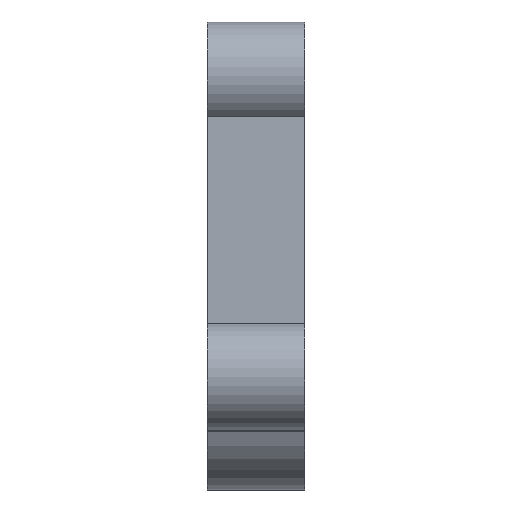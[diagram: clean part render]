
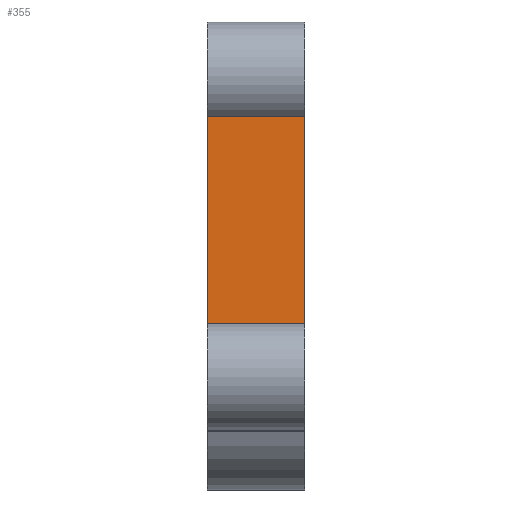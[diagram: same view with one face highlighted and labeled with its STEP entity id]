
A CAD part, top view. The second image highlights one B-rep face of the part: STEP entity #355.
In plain terms, the highlighted planar face has unit normal (0, 0, 1).
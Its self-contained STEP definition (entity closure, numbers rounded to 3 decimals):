
#4 = CARTESIAN_POINT ( 'NONE',  ( -5., 28.757, 20.5 ) ) ;
#14 = DIRECTION ( 'NONE',  ( 1., 0., 0. ) ) ;
#92 = AXIS2_PLACEMENT_3D ( 'NONE', #568, #367, #373 ) ;
#121 = ORIENTED_EDGE ( 'NONE', *, *, #859, .T. ) ;
#135 = ORIENTED_EDGE ( 'NONE', *, *, #863, .T. ) ;
#151 = VERTEX_POINT ( 'NONE', #156 ) ;
#156 = CARTESIAN_POINT ( 'NONE',  ( -5., 28.757, 20.5 ) ) ;
#172 = ORIENTED_EDGE ( 'NONE', *, *, #814, .F. ) ;
#203 = FACE_OUTER_BOUND ( 'NONE', #873, .T. ) ;
#244 = ORIENTED_EDGE ( 'NONE', *, *, #745, .F. ) ;
#355 = ADVANCED_FACE ( 'NONE', ( #203 ), #579, .T. ) ;
#367 = DIRECTION ( 'NONE',  ( 0., 0., 1. ) ) ;
#373 = DIRECTION ( 'NONE',  ( 1., 0., 0. ) ) ;
#392 = CARTESIAN_POINT ( 'NONE',  ( -5., 28.757, 20.5 ) ) ;
#408 = CARTESIAN_POINT ( 'NONE',  ( 5., 7., 20.5 ) ) ;
#434 = VECTOR ( 'NONE', #883, 1000. ) ;
#446 = LINE ( 'NONE', #4, #434 ) ;
#481 = VECTOR ( 'NONE', #676, 1000. ) ;
#487 = DIRECTION ( 'NONE',  ( 0., -1., 0. ) ) ;
#494 = LINE ( 'NONE', #743, #481 ) ;
#496 = CARTESIAN_POINT ( 'NONE',  ( 5., 28.757, 20.5 ) ) ;
#526 = VECTOR ( 'NONE', #487, 1000. ) ;
#530 = LINE ( 'NONE', #496, #526 ) ;
#568 = CARTESIAN_POINT ( 'NONE',  ( -5., 28.757, 20.5 ) ) ;
#576 = VECTOR ( 'NONE', #14, 1000. ) ;
#579 = PLANE ( 'NONE',  #92 ) ;
#582 = LINE ( 'NONE', #392, #576 ) ;
#676 = DIRECTION ( 'NONE',  ( 1., 0., 0. ) ) ;
#743 = CARTESIAN_POINT ( 'NONE',  ( 5., 7., 20.5 ) ) ;
#745 = EDGE_CURVE ( 'NONE', #151, #988, #582, .T. ) ;
#789 = VERTEX_POINT ( 'NONE', #994 ) ;
#814 = EDGE_CURVE ( 'NONE', #988, #1289, #530, .T. ) ;
#859 = EDGE_CURVE ( 'NONE', #151, #789, #446, .T. ) ;
#861 = CARTESIAN_POINT ( 'NONE',  ( 5., 28.757, 20.5 ) ) ;
#863 = EDGE_CURVE ( 'NONE', #789, #1289, #494, .T. ) ;
#873 = EDGE_LOOP ( 'NONE', ( #121, #135, #172, #244 ) ) ;
#883 = DIRECTION ( 'NONE',  ( 0., -1., 0. ) ) ;
#988 = VERTEX_POINT ( 'NONE', #861 ) ;
#994 = CARTESIAN_POINT ( 'NONE',  ( -5., 7., 20.5 ) ) ;
#1289 = VERTEX_POINT ( 'NONE', #408 ) ;
